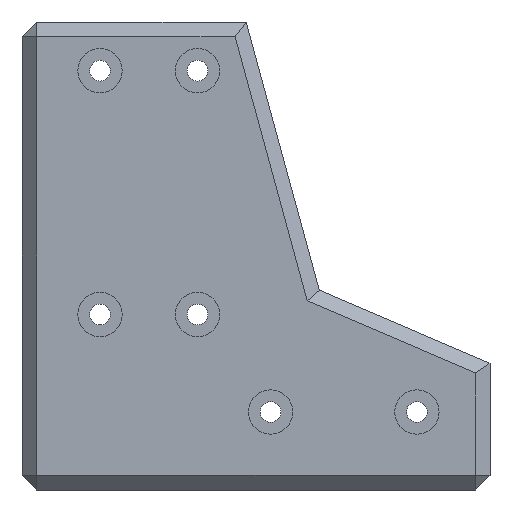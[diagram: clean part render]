
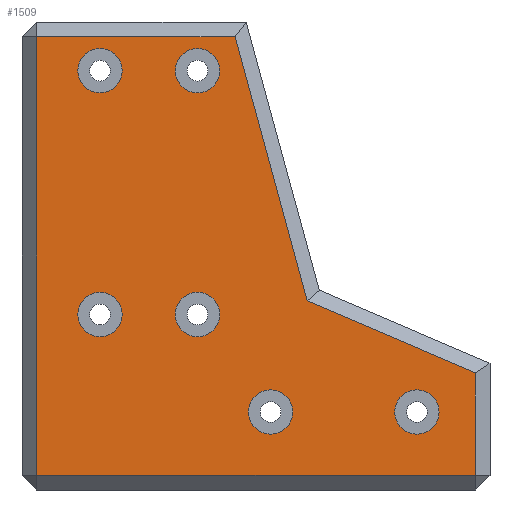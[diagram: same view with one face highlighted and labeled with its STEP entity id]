
A CAD part, front view. The second image highlights one B-rep face of the part: STEP entity #1509.
In plain terms, the highlighted planar face has unit normal (0, -1, 0).
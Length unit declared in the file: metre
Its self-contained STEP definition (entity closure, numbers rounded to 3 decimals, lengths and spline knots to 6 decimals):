
#68=LINE('',#2369,#203);
#69=LINE('',#2372,#204);
#70=LINE('',#2374,#205);
#71=LINE('',#2376,#206);
#72=LINE('',#2378,#207);
#73=LINE('',#2380,#208);
#203=VECTOR('',#1913,1.);
#204=VECTOR('',#1914,1.);
#205=VECTOR('',#1915,1.);
#206=VECTOR('',#1916,1.);
#207=VECTOR('',#1917,1.);
#208=VECTOR('',#1918,1.);
#299=PLANE('',#1646);
#448=ORIENTED_EDGE('',*,*,#816,.T.);
#449=ORIENTED_EDGE('',*,*,#817,.T.);
#450=ORIENTED_EDGE('',*,*,#818,.T.);
#451=ORIENTED_EDGE('',*,*,#819,.T.);
#452=ORIENTED_EDGE('',*,*,#820,.T.);
#453=ORIENTED_EDGE('',*,*,#821,.T.);
#454=ORIENTED_EDGE('',*,*,#822,.F.);
#455=ORIENTED_EDGE('',*,*,#823,.F.);
#456=ORIENTED_EDGE('',*,*,#824,.F.);
#457=ORIENTED_EDGE('',*,*,#825,.F.);
#458=ORIENTED_EDGE('',*,*,#826,.F.);
#459=ORIENTED_EDGE('',*,*,#827,.F.);
#816=EDGE_CURVE('',#999,#999,#1098,.T.);
#817=EDGE_CURVE('',#1000,#1000,#1099,.T.);
#818=EDGE_CURVE('',#1001,#1001,#1100,.T.);
#819=EDGE_CURVE('',#1002,#1002,#1101,.T.);
#820=EDGE_CURVE('',#1003,#1003,#1102,.T.);
#821=EDGE_CURVE('',#1004,#1004,#1103,.T.);
#822=EDGE_CURVE('',#1005,#1006,#68,.T.);
#823=EDGE_CURVE('',#1007,#1005,#69,.T.);
#824=EDGE_CURVE('',#1008,#1007,#70,.T.);
#825=EDGE_CURVE('',#1009,#1008,#71,.T.);
#826=EDGE_CURVE('',#1010,#1009,#72,.T.);
#827=EDGE_CURVE('',#1006,#1010,#73,.T.);
#999=VERTEX_POINT('',#2358);
#1000=VERTEX_POINT('',#2360);
#1001=VERTEX_POINT('',#2362);
#1002=VERTEX_POINT('',#2364);
#1003=VERTEX_POINT('',#2366);
#1004=VERTEX_POINT('',#2368);
#1005=VERTEX_POINT('',#2370);
#1006=VERTEX_POINT('',#2371);
#1007=VERTEX_POINT('',#2373);
#1008=VERTEX_POINT('',#2375);
#1009=VERTEX_POINT('',#2377);
#1010=VERTEX_POINT('',#2379);
#1098=CIRCLE('',#1647,0.00455);
#1099=CIRCLE('',#1648,0.00455);
#1100=CIRCLE('',#1649,0.00455);
#1101=CIRCLE('',#1650,0.00455);
#1102=CIRCLE('',#1651,0.00455);
#1103=CIRCLE('',#1652,0.00455);
#1169=EDGE_LOOP('',(#448));
#1170=EDGE_LOOP('',(#449));
#1171=EDGE_LOOP('',(#450));
#1172=EDGE_LOOP('',(#451));
#1173=EDGE_LOOP('',(#452));
#1174=EDGE_LOOP('',(#453));
#1175=EDGE_LOOP('',(#454,#455,#456,#457,#458,#459));
#1335=FACE_BOUND('',#1169,.T.);
#1336=FACE_BOUND('',#1170,.T.);
#1337=FACE_BOUND('',#1171,.T.);
#1338=FACE_BOUND('',#1172,.T.);
#1339=FACE_BOUND('',#1173,.T.);
#1340=FACE_BOUND('',#1174,.T.);
#1341=FACE_BOUND('',#1175,.T.);
#1509=ADVANCED_FACE('',(#1335,#1336,#1337,#1338,#1339,#1340,#1341),#299,
 .T.);
#1646=AXIS2_PLACEMENT_3D('',#2356,#1899,#1900);
#1647=AXIS2_PLACEMENT_3D('',#2357,#1901,#1902);
#1648=AXIS2_PLACEMENT_3D('',#2359,#1903,#1904);
#1649=AXIS2_PLACEMENT_3D('',#2361,#1905,#1906);
#1650=AXIS2_PLACEMENT_3D('',#2363,#1907,#1908);
#1651=AXIS2_PLACEMENT_3D('',#2365,#1909,#1910);
#1652=AXIS2_PLACEMENT_3D('',#2367,#1911,#1912);
#1899=DIRECTION('',(0.,-1.,0.));
#1900=DIRECTION('',(0.,0.,1.));
#1901=DIRECTION('',(0.,1.,0.));
#1902=DIRECTION('',(0.,0.,1.));
#1903=DIRECTION('',(0.,1.,0.));
#1904=DIRECTION('',(0.,0.,1.));
#1905=DIRECTION('',(0.,1.,0.));
#1906=DIRECTION('',(0.,0.,1.));
#1907=DIRECTION('',(0.,1.,0.));
#1908=DIRECTION('',(0.,0.,1.));
#1909=DIRECTION('',(0.,1.,0.));
#1910=DIRECTION('',(0.,0.,1.));
#1911=DIRECTION('',(0.,1.,0.));
#1912=DIRECTION('',(0.,0.,1.));
#1913=DIRECTION('',(0.,0.,1.));
#1914=DIRECTION('',(-1.,0.,0.));
#1915=DIRECTION('',(0.,0.,-1.));
#1916=DIRECTION('',(0.919,0.,-0.394));
#1917=DIRECTION('',(0.263,0.,-0.965));
#1918=DIRECTION('',(1.,0.,0.));
#2356=CARTESIAN_POINT('',(0.048,0.,0.006));
#2357=CARTESIAN_POINT('',(0.081,0.,0.016));
#2358=CARTESIAN_POINT('',(0.081,0.,0.02055));
#2359=CARTESIAN_POINT('',(0.036,0.,0.036));
#2360=CARTESIAN_POINT('',(0.036,0.,0.04055));
#2361=CARTESIAN_POINT('',(0.036,0.,0.086));
#2362=CARTESIAN_POINT('',(0.036,0.,0.09055));
#2363=CARTESIAN_POINT('',(0.016,0.,0.036));
#2364=CARTESIAN_POINT('',(0.016,0.,0.04055));
#2365=CARTESIAN_POINT('',(0.051,0.,0.016));
#2366=CARTESIAN_POINT('',(0.051,0.,0.02055));
#2367=CARTESIAN_POINT('',(0.016,0.,0.086));
#2368=CARTESIAN_POINT('',(0.016,0.,0.09055));
#2369=CARTESIAN_POINT('',(0.003,0.,0.096));
#2370=CARTESIAN_POINT('',(0.003,0.,0.003));
#2371=CARTESIAN_POINT('',(0.003,0.,0.093));
#2372=CARTESIAN_POINT('',(0.,0.,0.003));
#2373=CARTESIAN_POINT('',(0.093,0.,0.003));
#2374=CARTESIAN_POINT('',(0.093,0.,0.));
#2375=CARTESIAN_POINT('',(0.093,0.,0.024022));
#2376=CARTESIAN_POINT('',(0.094818,0.,0.023243));
#2377=CARTESIAN_POINT('',(0.058487,0.,0.038813));
#2378=CARTESIAN_POINT('',(0.058106,0.,0.040211));
#2379=CARTESIAN_POINT('',(0.043709,0.,0.093));
#2380=CARTESIAN_POINT('',(0.048,0.,0.093));
